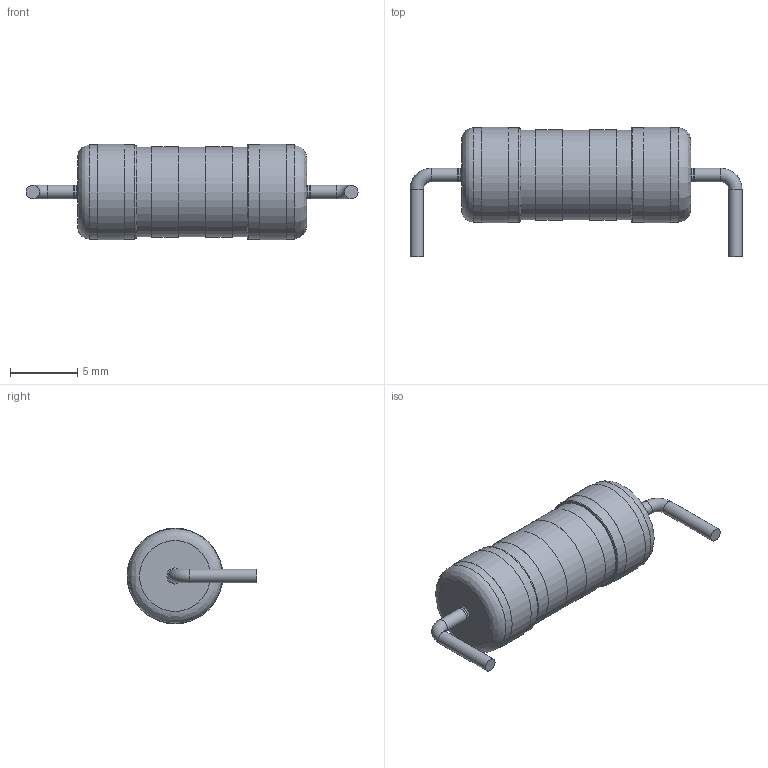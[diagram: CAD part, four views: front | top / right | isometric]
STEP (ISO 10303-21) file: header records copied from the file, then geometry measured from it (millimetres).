
FILE_DESCRIPTION(('FreeCAD Model'),'2;1');
FILE_NAME('resistencia 1W17mm.step','2019-05-06T21:55:32',('Author'),(''), 'Open CASCADE STEP processor 7.3','FreeCAD','Unknown');
FILE_SCHEMA(('AUTOMOTIVE_DESIGN { 1 0 10303 214 1 1 1 1 }'));
Length unit declared in the file: millimetre
Products named in the file (8): Sweep001; Cilindro; Revolution; Cilindro003; Cilindro002; Cilindro001; Sweep; Body001
Bounding box: 24.66 x 9.63 x 7.1 mm (x, y, z)
Volume: 1542.6 mm3; surface area: 1392.9 mm2
Topology: 8 solids, 8 shells, 56 faces, 80 edges, 48 vertices
Faces by surface type: plane 24, cylinder 18, revolution 12, torus 2
Full cylindrical faces by diameter (mm): 1 x6, 1.019 x2, 6.629 x2, 6.7 x2, 7 x4, 7.1 x2
Entity records: 2496 total; most frequent: DIRECTION 418, CARTESIAN_POINT 367, ORIENTED_EDGE 160, PCURVE 160, DEFINITIONAL_REPRESENTATION 160, LINE 136, VECTOR 136, AXIS2_PLACEMENT_3D 119
